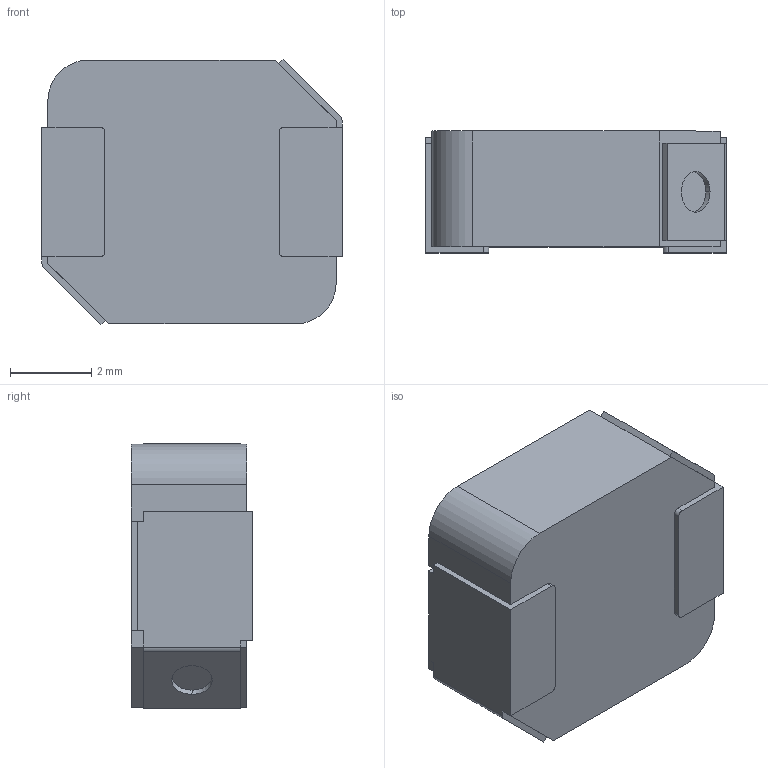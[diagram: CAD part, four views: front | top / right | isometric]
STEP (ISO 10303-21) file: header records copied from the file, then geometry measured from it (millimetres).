
FILE_DESCRIPTION (( 'STEP AP214' ), '1' );
FILE_NAME ('SPM6530.STEP', '2019-05-01T14:35:31', ( '' ), ( '' ), 'SwSTEP 2.0', 'SolidWorks 2018', '' );
FILE_SCHEMA (( 'AUTOMOTIVE_DESIGN' ));
Length unit declared in the file: millimetre
Products named in the file (3): Body; Terminal; SPM6530
Assembly tree (3 placements, depth 2):
  SPM6530
    Body
    Terminal  x2
Bounding box: 7.4 x 3 x 6.54 mm (x, y, z)
Volume: 128.1 mm3; surface area: 254.8 mm2
Topology: 3 solids, 3 shells, 80 faces, 218 edges, 144 vertices
Faces by surface type: plane 52, cylinder 28
Entity records: 1803 total; most frequent: DIRECTION 301, CARTESIAN_POINT 300, ORIENTED_EDGE 290, EDGE_CURVE 145, VECTOR 107, LINE 107, AXIS2_PLACEMENT_3D 97, VERTEX_POINT 96
